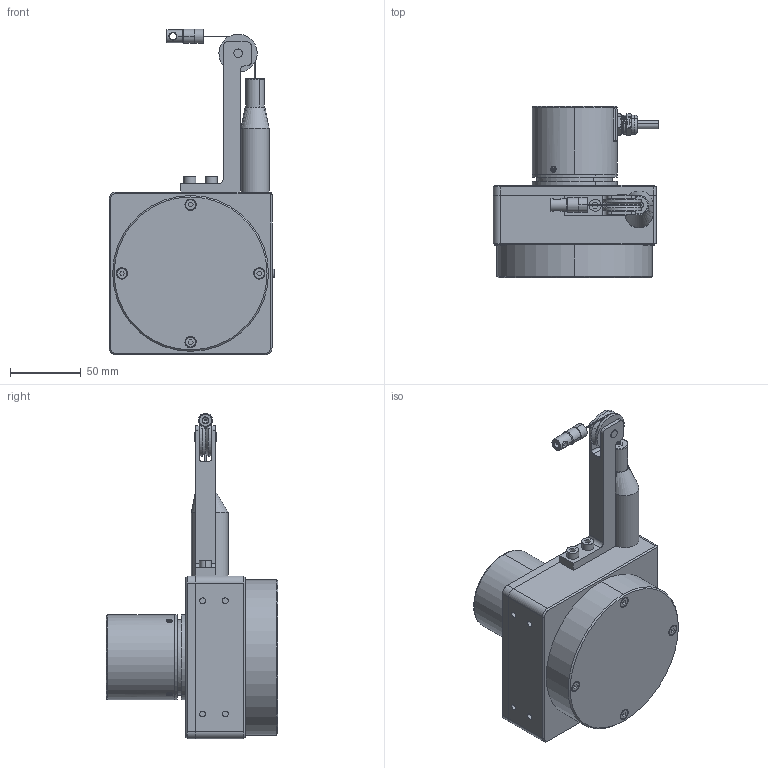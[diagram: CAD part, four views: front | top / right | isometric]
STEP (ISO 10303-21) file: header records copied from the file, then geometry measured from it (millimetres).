
FILE_DESCRIPTION(('CATIA V5 STEP Exchange'),'2;1');
FILE_NAME('LTF116D-ASM-JDCA58.stp','2026-02-13T01:46:00+00:00',('none'),('none'),'CATIA Version 5 Release 21 GA (IN-10)','CATIA V5 STEP AP203','none');
FILE_SCHEMA(('CONFIG_CONTROL_DESIGN'));
Length unit declared in the file: millimetre
Products named in the file (5): LTF116D_ASM_JDCA58; LTF116_COMPONENTS; LTF116D_JDCA58_ACCESSORIES; LTF63_DXZ; LTF80-LT-ASM
Assembly tree (25 placements, depth 3):
  LTF116D_ASM_JDCA58
    LTF116_COMPONENTS
      #66
    LTF116D_JDCA58_ACCESSORIES
      #14276  x4
      #14722  x4
      #15228
      #15521
    #15739
    #16507
    #17188
    #19644
    LTF63_DXZ
      #20058
      #20394
    #20909
    #21997
    LTF80-LT-ASM
      #22109
      #23513
Bounding box: 116.97 x 121 x 230 mm (x, y, z)
Volume: 814988.7 mm3; surface area: 145893 mm2
Topology: 20 solids, 34 shells, 792 faces, 2024 edges, 1333 vertices
Faces by surface type: cylinder 293, plane 249, bspline 135, cone 79, torus 36
Entity records: 23446 total; most frequent: CARTESIAN_POINT 8278, ORIENTED_EDGE 3345, DIRECTION 2231, EDGE_CURVE 1816, VERTEX_POINT 1201, AXIS2_PLACEMENT_3D 1113, EDGE_LOOP 826, ADVANCED_FACE 696
